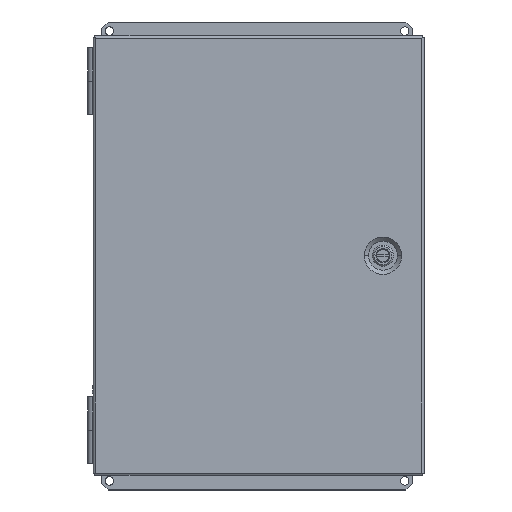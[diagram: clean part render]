
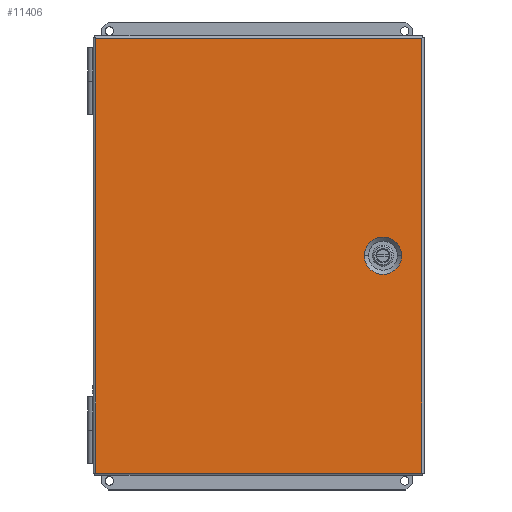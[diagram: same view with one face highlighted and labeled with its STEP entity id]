
A CAD part, top view. The second image highlights one B-rep face of the part: STEP entity #11406.
In plain terms, the highlighted planar face has unit normal (0, 0, 1).
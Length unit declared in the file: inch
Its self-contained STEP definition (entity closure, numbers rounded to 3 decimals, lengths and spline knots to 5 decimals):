
#322 = DIRECTION ( 'NONE',  ( 0., -1., 0. ) ) ;
#441 = EDGE_CURVE ( 'NONE', #26724, #17986, #24163, .T. ) ;
#488 = CIRCLE ( 'NONE', #6045, 0.69489 ) ;
#606 = LINE ( 'NONE', #3652, #7006 ) ;
#1373 = CARTESIAN_POINT ( 'NONE',  ( 4.6865, 0., 5.621 ) ) ;
#2043 = ORIENTED_EDGE ( 'NONE', *, *, #20688, .T. ) ;
#2394 = VERTEX_POINT ( 'NONE', #16264 ) ;
#2928 = ORIENTED_EDGE ( 'NONE', *, *, #441, .T. ) ;
#3381 = CARTESIAN_POINT ( 'NONE',  ( 5.38139, 0., 5.621 ) ) ;
#3652 = CARTESIAN_POINT ( 'NONE',  ( 6.1335, -8.1815, 5.621 ) ) ;
#4449 = CARTESIAN_POINT ( 'NONE',  ( -6.0945, -8.1815, 5.621 ) ) ;
#4624 = AXIS2_PLACEMENT_3D ( 'NONE', #1373, #20989, #6470 ) ;
#4865 = ORIENTED_EDGE ( 'NONE', *, *, #27376, .T. ) ;
#6045 = AXIS2_PLACEMENT_3D ( 'NONE', #15519, #24997, #25294 ) ;
#6151 = VERTEX_POINT ( 'NONE', #9513 ) ;
#6470 = DIRECTION ( 'NONE',  ( 1., 0., 0. ) ) ;
#6696 = LINE ( 'NONE', #27093, #10092 ) ;
#7006 = VECTOR ( 'NONE', #30338, 39.37008 ) ;
#9513 = CARTESIAN_POINT ( 'NONE',  ( -6.0085, -8.0955, 5.621 ) ) ;
#9578 = DIRECTION ( 'NONE',  ( -1., 0., 0. ) ) ;
#9961 = EDGE_CURVE ( 'NONE', #29210, #2394, #10257, .T. ) ;
#10092 = VECTOR ( 'NONE', #322, 39.37008 ) ;
#10257 = CIRCLE ( 'NONE', #4624, 0.69489 ) ;
#10378 = ORIENTED_EDGE ( 'NONE', *, *, #25433, .T. ) ;
#10610 = FACE_OUTER_BOUND ( 'NONE', #28702, .T. ) ;
#11288 = CARTESIAN_POINT ( 'NONE',  ( -6.0945, -8.0955, 5.621 ) ) ;
#11406 = ADVANCED_FACE ( 'NONE', ( #23489, #10610 ), #16392, .T. ) ;
#11768 = DIRECTION ( 'NONE',  ( 1., 0., 0. ) ) ;
#12370 = CARTESIAN_POINT ( 'NONE',  ( 6.1335, 8.0955, 5.621 ) ) ;
#13208 = AXIS2_PLACEMENT_3D ( 'NONE', #4449, #21403, #23711 ) ;
#13454 = VERTEX_POINT ( 'NONE', #15612 ) ;
#13725 = LINE ( 'NONE', #11288, #28080 ) ;
#13744 = CARTESIAN_POINT ( 'NONE',  ( -6.0945, 8.0955, 5.621 ) ) ;
#15519 = CARTESIAN_POINT ( 'NONE',  ( 4.6865, 0., 5.621 ) ) ;
#15612 = CARTESIAN_POINT ( 'NONE',  ( 6.1335, -8.0955, 5.621 ) ) ;
#16264 = CARTESIAN_POINT ( 'NONE',  ( 3.99161, 0., 5.621 ) ) ;
#16392 = PLANE ( 'NONE',  #13208 ) ;
#17163 = EDGE_LOOP ( 'NONE', ( #30590, #4865 ) ) ;
#17798 = VECTOR ( 'NONE', #9578, 39.37008 ) ;
#17986 = VERTEX_POINT ( 'NONE', #18032 ) ;
#18032 = CARTESIAN_POINT ( 'NONE',  ( -6.0085, 8.0955, 5.621 ) ) ;
#18063 = ORIENTED_EDGE ( 'NONE', *, *, #26291, .T. ) ;
#20688 = EDGE_CURVE ( 'NONE', #13454, #26724, #606, .T. ) ;
#20989 = DIRECTION ( 'NONE',  ( 0., 0., -1. ) ) ;
#21403 = DIRECTION ( 'NONE',  ( 0., 0., 1. ) ) ;
#23489 = FACE_BOUND ( 'NONE', #17163, .T. ) ;
#23711 = DIRECTION ( 'NONE',  ( 1., 0., 0. ) ) ;
#24163 = LINE ( 'NONE', #13744, #17798 ) ;
#24997 = DIRECTION ( 'NONE',  ( 0., 0., -1. ) ) ;
#25294 = DIRECTION ( 'NONE',  ( 1., 0., 0. ) ) ;
#25433 = EDGE_CURVE ( 'NONE', #6151, #13454, #13725, .T. ) ;
#26291 = EDGE_CURVE ( 'NONE', #17986, #6151, #6696, .T. ) ;
#26724 = VERTEX_POINT ( 'NONE', #12370 ) ;
#27093 = CARTESIAN_POINT ( 'NONE',  ( -6.0085, -8.1815, 5.621 ) ) ;
#27376 = EDGE_CURVE ( 'NONE', #2394, #29210, #488, .T. ) ;
#28080 = VECTOR ( 'NONE', #11768, 39.37008 ) ;
#28702 = EDGE_LOOP ( 'NONE', ( #2928, #18063, #10378, #2043 ) ) ;
#29210 = VERTEX_POINT ( 'NONE', #3381 ) ;
#30338 = DIRECTION ( 'NONE',  ( 0., 1., 0. ) ) ;
#30590 = ORIENTED_EDGE ( 'NONE', *, *, #9961, .T. ) ;
